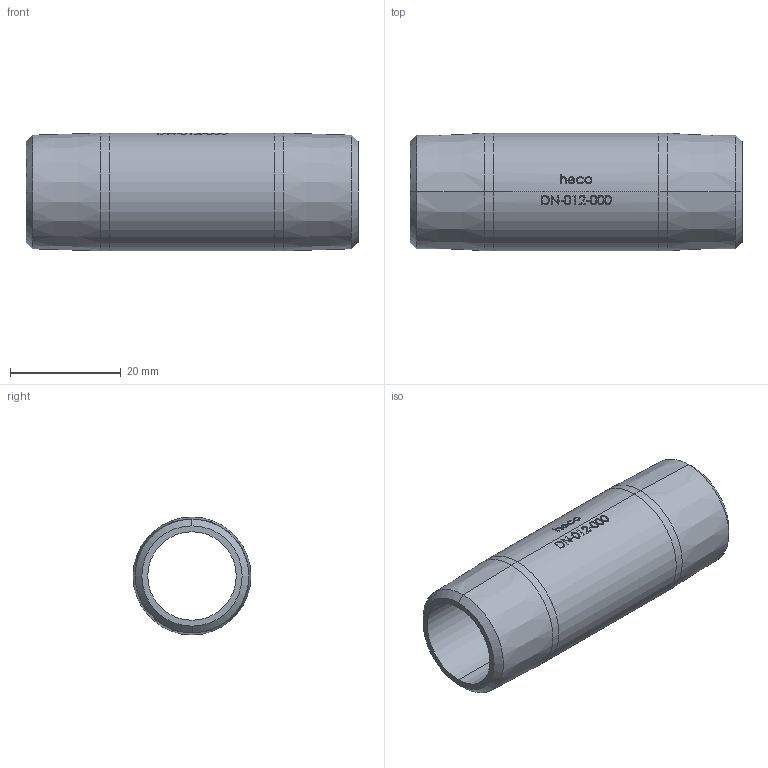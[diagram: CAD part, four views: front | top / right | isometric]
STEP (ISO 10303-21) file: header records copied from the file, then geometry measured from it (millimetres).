
FILE_DESCRIPTION (( 'STEP AP214' ), '1' );
FILE_NAME ('DN-012-000-x Doppelnippel heco.STEP', '2018-05-22T06:54:51', ( '' ), ( '' ), 'SwSTEP 2.0', 'SolidWorks 2016', '' );
FILE_SCHEMA (( 'AUTOMOTIVE_DESIGN' ));
Length unit declared in the file: millimetre
Products named in the file (1): DN-012-000-x Doppelnippel heco
Bounding box: 60 x 21.3 x 21.3 mm (x, y, z)
Volume: 8844.9 mm3; surface area: 7164.8 mm2
Topology: 1 solids, 1 shells, 174 faces, 439 edges, 290 vertices
Faces by surface type: bspline 92, plane 45, cylinder 29, cone 8
Entity records: 16691 total; most frequent: CARTESIAN_POINT 11631, ORIENTED_EDGE 878, EDGE_CURVE 439, DIRECTION 378, VERTEX_POINT 290, B_SPLINE_CURVE_WITH_KNOTS 287, EDGE_LOOP 199, FACE_OUTER_BOUND 174
